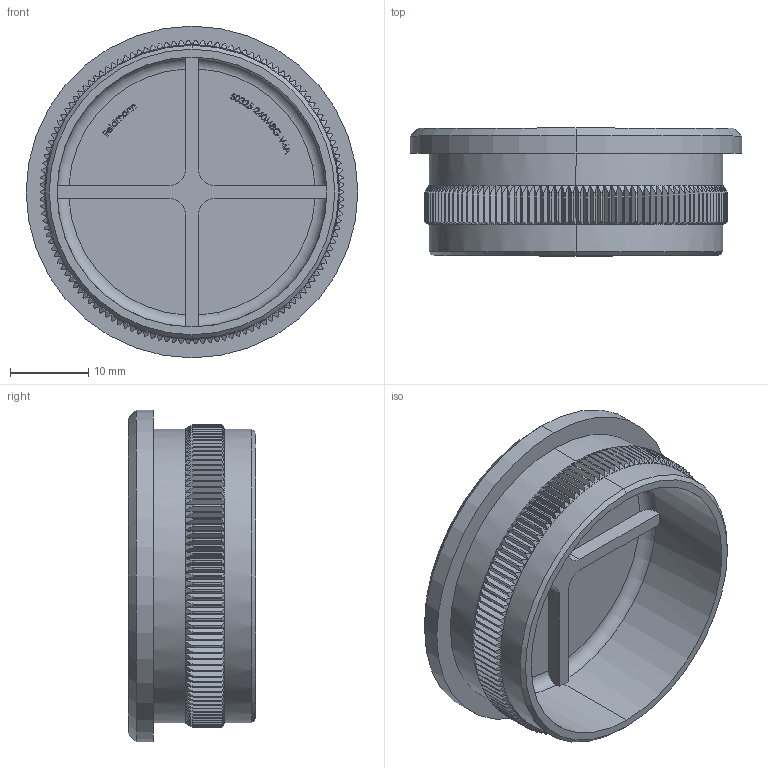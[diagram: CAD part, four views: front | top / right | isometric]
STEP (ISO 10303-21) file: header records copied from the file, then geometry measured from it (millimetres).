
FILE_DESCRIPTION (( 'STEP AP203' ), '1' );
FILE_NAME ('50323-240G.step', '2018-10-25T11:55:35', ( '' ), ( '' ), 'SwSTEP 2.0', 'SolidWorks 2015', '' );
FILE_SCHEMA (( 'CONFIG_CONTROL_DESIGN' ));
Length unit declared in the file: millimetre
Products named in the file (1): 50323-240G
Bounding box: 42.4 x 16.3 x 42.4 mm (x, y, z)
Volume: 6968.5 mm3; surface area: 6795.9 mm2
Topology: 1 solids, 1 shells, 1264 faces, 3150 edges, 1924 vertices
Faces by surface type: plane 720, cone 264, cylinder 142, bspline 134, torus 4
Entity records: 45247 total; most frequent: CARTESIAN_POINT 16597, ORIENTED_EDGE 6300, DIRECTION 5432, EDGE_CURVE 3150, AXIS2_PLACEMENT_3D 1947, VERTEX_POINT 1924, VECTOR 1538, LINE 1538
